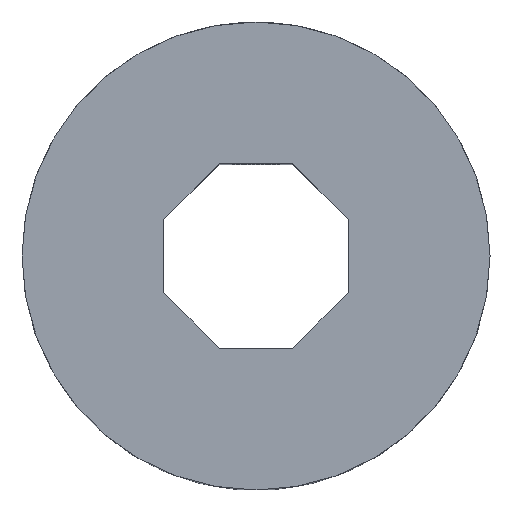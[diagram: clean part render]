
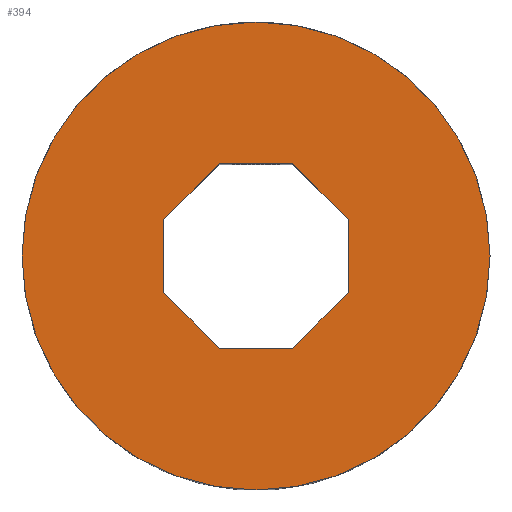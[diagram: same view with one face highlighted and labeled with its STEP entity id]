
A CAD part, top view. The second image highlights one B-rep face of the part: STEP entity #394.
In plain terms, the highlighted planar face has unit normal (0, 0, 1).
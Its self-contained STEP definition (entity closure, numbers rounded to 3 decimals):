
#4 = CARTESIAN_POINT ( 'NONE',  ( -2.5, 1., 5. ) ) ;
#6 = VERTEX_POINT ( 'NONE', #303 ) ;
#7 = CARTESIAN_POINT ( 'NONE',  ( 2.5, -2.5, 5. ) ) ;
#32 = CARTESIAN_POINT ( 'NONE',  ( 2.5, -1., 5. ) ) ;
#34 = AXIS2_PLACEMENT_3D ( 'NONE', #229, #479, #358 ) ;
#36 = DIRECTION ( 'NONE',  ( 0., 0., 1. ) ) ;
#68 = EDGE_CURVE ( 'NONE', #694, #704, #843, .T. ) ;
#99 = FACE_BOUND ( 'NONE', #241, .T. ) ;
#114 = LINE ( 'NONE', #385, #646 ) ;
#117 = ORIENTED_EDGE ( 'NONE', *, *, #68, .T. ) ;
#118 = CARTESIAN_POINT ( 'NONE',  ( 0., 0., 5. ) ) ;
#121 = VECTOR ( 'NONE', #838, 1000. ) ;
#127 = CIRCLE ( 'NONE', #719, 6.35 ) ;
#138 = ORIENTED_EDGE ( 'NONE', *, *, #633, .T. ) ;
#143 = VERTEX_POINT ( 'NONE', #707 ) ;
#144 = DIRECTION ( 'NONE',  ( -1., 0., 0. ) ) ;
#149 = CARTESIAN_POINT ( 'NONE',  ( 2.5, -1., 5. ) ) ;
#168 = PLANE ( 'NONE',  #396 ) ;
#171 = VECTOR ( 'NONE', #784, 1000. ) ;
#198 = VECTOR ( 'NONE', #324, 1000. ) ;
#225 = EDGE_CURVE ( 'NONE', #400, #6, #509, .T. ) ;
#229 = CARTESIAN_POINT ( 'NONE',  ( 0., 0., 5. ) ) ;
#241 = EDGE_LOOP ( 'NONE', ( #657, #117, #415, #533, #589, #559, #275, #714 ) ) ;
#274 = LINE ( 'NONE', #349, #790 ) ;
#275 = ORIENTED_EDGE ( 'NONE', *, *, #836, .F. ) ;
#291 = EDGE_CURVE ( 'NONE', #312, #520, #546, .T. ) ;
#296 = CARTESIAN_POINT ( 'NONE',  ( 6.35, 0., 5. ) ) ;
#298 = EDGE_CURVE ( 'NONE', #730, #704, #274, .T. ) ;
#303 = CARTESIAN_POINT ( 'NONE',  ( -6.35, 0., 5. ) ) ;
#306 = DIRECTION ( 'NONE',  ( 0.707, -0.707, 0. ) ) ;
#310 = VECTOR ( 'NONE', #611, 1000. ) ;
#312 = VERTEX_POINT ( 'NONE', #32 ) ;
#318 = CARTESIAN_POINT ( 'NONE',  ( -2.5, -1., 5. ) ) ;
#319 = CARTESIAN_POINT ( 'NONE',  ( 2.5, -2.5, 5. ) ) ;
#324 = DIRECTION ( 'NONE',  ( 0., 1., 0. ) ) ;
#334 = LINE ( 'NONE', #319, #121 ) ;
#349 = CARTESIAN_POINT ( 'NONE',  ( 2.5, 2.5, 5. ) ) ;
#358 = DIRECTION ( 'NONE',  ( 1., 0., 0. ) ) ;
#371 = LINE ( 'NONE', #688, #829 ) ;
#385 = CARTESIAN_POINT ( 'NONE',  ( -1., -2.5, 5. ) ) ;
#390 = DIRECTION ( 'NONE',  ( 1., 0., 0. ) ) ;
#394 = ADVANCED_FACE ( 'NONE', ( #99, #440 ), #168, .T. ) ;
#396 = AXIS2_PLACEMENT_3D ( 'NONE', #437, #36, #434 ) ;
#400 = VERTEX_POINT ( 'NONE', #296 ) ;
#415 = ORIENTED_EDGE ( 'NONE', *, *, #298, .F. ) ;
#434 = DIRECTION ( 'NONE',  ( 1., 0., 0. ) ) ;
#437 = CARTESIAN_POINT ( 'NONE',  ( 0., 0., 5. ) ) ;
#440 = FACE_OUTER_BOUND ( 'NONE', #799, .T. ) ;
#453 = DIRECTION ( 'NONE',  ( 0.707, 0.707, 0. ) ) ;
#454 = DIRECTION ( 'NONE',  ( 0., 0., 1. ) ) ;
#468 = EDGE_CURVE ( 'NONE', #730, #475, #371, .T. ) ;
#470 = CARTESIAN_POINT ( 'NONE',  ( 1., 2.5, 5. ) ) ;
#475 = VERTEX_POINT ( 'NONE', #721 ) ;
#479 = DIRECTION ( 'NONE',  ( 0., 0., 1. ) ) ;
#505 = EDGE_CURVE ( 'NONE', #312, #475, #655, .T. ) ;
#509 = CIRCLE ( 'NONE', #34, 6.35 ) ;
#516 = VERTEX_POINT ( 'NONE', #318 ) ;
#520 = VERTEX_POINT ( 'NONE', #522 ) ;
#522 = CARTESIAN_POINT ( 'NONE',  ( 1., -2.5, 5. ) ) ;
#533 = ORIENTED_EDGE ( 'NONE', *, *, #468, .T. ) ;
#546 = LINE ( 'NONE', #149, #310 ) ;
#559 = ORIENTED_EDGE ( 'NONE', *, *, #291, .T. ) ;
#562 = EDGE_CURVE ( 'NONE', #694, #516, #644, .T. ) ;
#589 = ORIENTED_EDGE ( 'NONE', *, *, #505, .F. ) ;
#590 = VECTOR ( 'NONE', #453, 1000. ) ;
#611 = DIRECTION ( 'NONE',  ( -0.707, -0.707, 0. ) ) ;
#617 = CARTESIAN_POINT ( 'NONE',  ( -1., 2.5, 5. ) ) ;
#619 = EDGE_CURVE ( 'NONE', #143, #516, #114, .T. ) ;
#633 = EDGE_CURVE ( 'NONE', #6, #400, #127, .T. ) ;
#644 = LINE ( 'NONE', #774, #171 ) ;
#646 = VECTOR ( 'NONE', #837, 1000. ) ;
#655 = LINE ( 'NONE', #7, #198 ) ;
#657 = ORIENTED_EDGE ( 'NONE', *, *, #562, .F. ) ;
#688 = CARTESIAN_POINT ( 'NONE',  ( 1., 2.5, 5. ) ) ;
#694 = VERTEX_POINT ( 'NONE', #808 ) ;
#704 = VERTEX_POINT ( 'NONE', #617 ) ;
#707 = CARTESIAN_POINT ( 'NONE',  ( -1., -2.5, 5. ) ) ;
#714 = ORIENTED_EDGE ( 'NONE', *, *, #619, .T. ) ;
#719 = AXIS2_PLACEMENT_3D ( 'NONE', #118, #454, #390 ) ;
#721 = CARTESIAN_POINT ( 'NONE',  ( 2.5, 1., 5. ) ) ;
#730 = VERTEX_POINT ( 'NONE', #470 ) ;
#774 = CARTESIAN_POINT ( 'NONE',  ( -2.5, -2.5, 5. ) ) ;
#784 = DIRECTION ( 'NONE',  ( 0., -1., 0. ) ) ;
#790 = VECTOR ( 'NONE', #144, 1000. ) ;
#799 = EDGE_LOOP ( 'NONE', ( #138, #819 ) ) ;
#808 = CARTESIAN_POINT ( 'NONE',  ( -2.5, 1., 5. ) ) ;
#819 = ORIENTED_EDGE ( 'NONE', *, *, #225, .T. ) ;
#829 = VECTOR ( 'NONE', #306, 1000. ) ;
#836 = EDGE_CURVE ( 'NONE', #143, #520, #334, .T. ) ;
#837 = DIRECTION ( 'NONE',  ( -0.707, 0.707, 0. ) ) ;
#838 = DIRECTION ( 'NONE',  ( 1., 0., 0. ) ) ;
#843 = LINE ( 'NONE', #4, #590 ) ;
